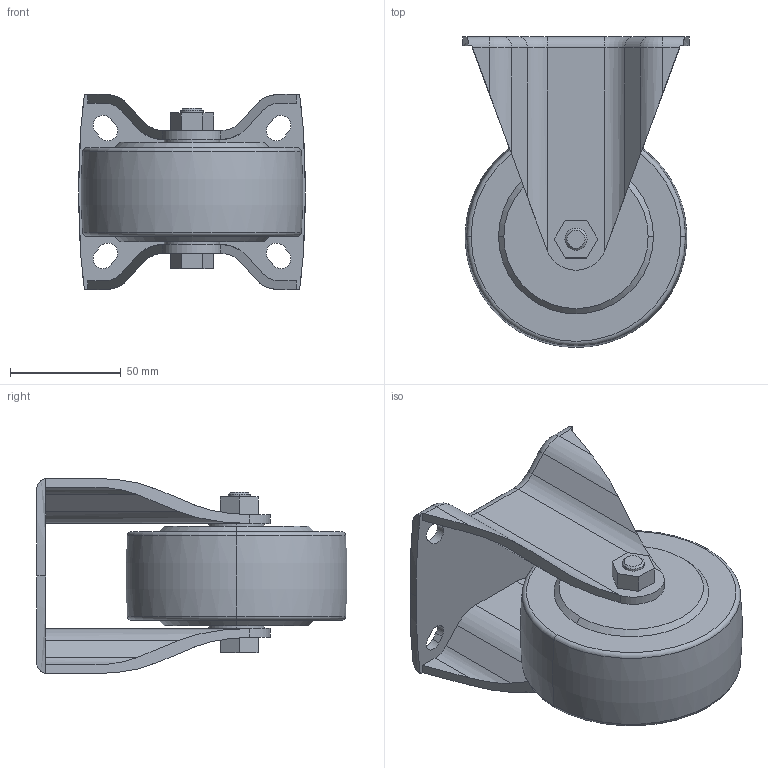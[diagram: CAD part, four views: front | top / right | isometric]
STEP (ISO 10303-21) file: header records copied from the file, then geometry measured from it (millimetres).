
FILE_DESCRIPTION (( 'STEP AP203' ), '1' );
FILE_NAME ('K-590K-100.STEP', '2012-02-22T05:13:42', ( '' ), ( '' ), 'SwSTEP 2.0', 'SolidWorks 2011', '' );
FILE_SCHEMA (( 'CONFIG_CONTROL_DESIGN' ));
Length unit declared in the file: millimetre
Products named in the file (1): K-590K-100
Bounding box: 101.92 x 139.88 x 88 mm (x, y, z)
Volume: 409152.6 mm3; surface area: 68772.4 mm2
Topology: 1 solids, 1 shells, 123 faces, 316 edges, 202 vertices
Faces by surface type: plane 53, cylinder 50, torus 14, cone 6
Entity records: 3871 total; most frequent: CARTESIAN_POINT 758, DIRECTION 648, ORIENTED_EDGE 632, EDGE_CURVE 316, AXIS2_PLACEMENT_3D 236, VERTEX_POINT 202, VECTOR 176, LINE 176
